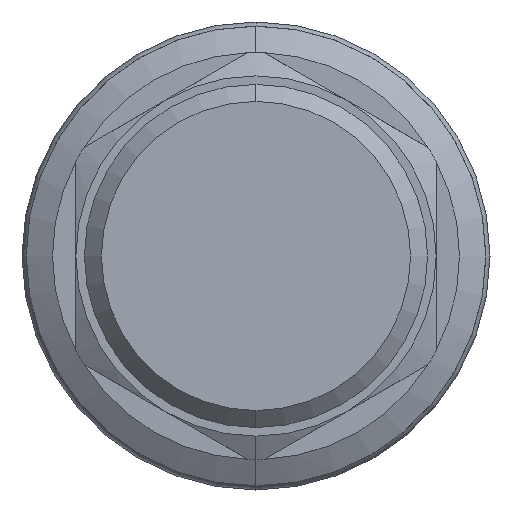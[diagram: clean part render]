
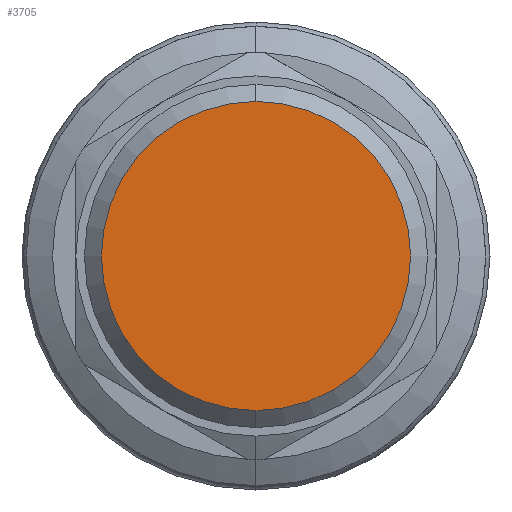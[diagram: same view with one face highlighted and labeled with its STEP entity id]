
A CAD part, left-side view. The second image highlights one B-rep face of the part: STEP entity #3705.
In plain terms, the highlighted planar face has unit normal (-1, 0, 0).
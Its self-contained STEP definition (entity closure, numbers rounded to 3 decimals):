
#110 = EDGE_LOOP ( 'NONE', ( #23415, #13063 ) ) ;
#1101 = VERTEX_POINT ( 'NONE', #20264 ) ;
#2123 = DIRECTION ( 'NONE',  ( 1., 0., 0. ) ) ;
#2280 = PLANE ( 'NONE',  #16849 ) ;
#3010 = CARTESIAN_POINT ( 'NONE',  ( -45.485, 0., 0. ) ) ;
#3705 = ADVANCED_FACE ( 'NONE', ( #4144 ), #2280, .F. ) ;
#4144 = FACE_OUTER_BOUND ( 'NONE', #110, .T. ) ;
#4911 = CIRCLE ( 'NONE', #22853, 13.6 ) ;
#6547 = DIRECTION ( 'NONE',  ( -1., 0., 0. ) ) ;
#6551 = DIRECTION ( 'NONE',  ( -1., 0., 0. ) ) ;
#10458 = VERTEX_POINT ( 'NONE', #14903 ) ;
#11144 = CARTESIAN_POINT ( 'NONE',  ( -45.485, 0., 0. ) ) ;
#11333 = AXIS2_PLACEMENT_3D ( 'NONE', #17509, #6547, #15588 ) ;
#13063 = ORIENTED_EDGE ( 'NONE', *, *, #21080, .T. ) ;
#14903 = CARTESIAN_POINT ( 'NONE',  ( -45.485, 0., -13.6 ) ) ;
#15588 = DIRECTION ( 'NONE',  ( 0., 0., 1. ) ) ;
#15902 = DIRECTION ( 'NONE',  ( 0., 0., 1. ) ) ;
#16107 = CIRCLE ( 'NONE', #11333, 13.6 ) ;
#16849 = AXIS2_PLACEMENT_3D ( 'NONE', #11144, #2123, #16945 ) ;
#16945 = DIRECTION ( 'NONE',  ( 0., 0., -1. ) ) ;
#17509 = CARTESIAN_POINT ( 'NONE',  ( -45.485, 0., 0. ) ) ;
#20264 = CARTESIAN_POINT ( 'NONE',  ( -45.485, 0., 13.6 ) ) ;
#21080 = EDGE_CURVE ( 'NONE', #1101, #10458, #4911, .T. ) ;
#22853 = AXIS2_PLACEMENT_3D ( 'NONE', #3010, #6551, #15902 ) ;
#22926 = EDGE_CURVE ( 'NONE', #10458, #1101, #16107, .T. ) ;
#23415 = ORIENTED_EDGE ( 'NONE', *, *, #22926, .T. ) ;
